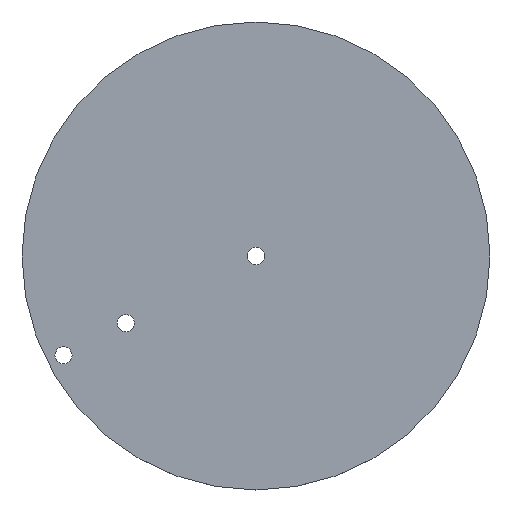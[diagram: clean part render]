
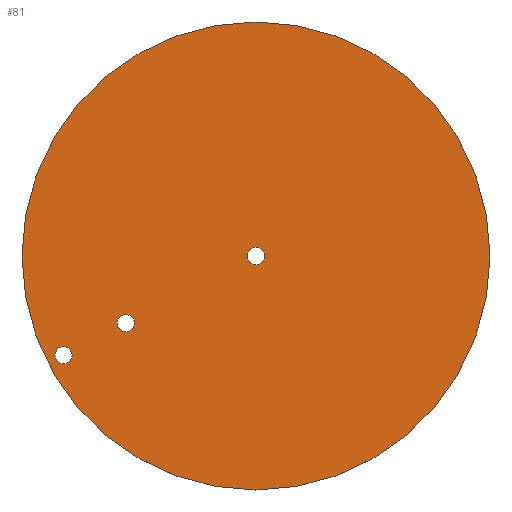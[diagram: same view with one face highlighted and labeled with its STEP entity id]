
A CAD part, top view. The second image highlights one B-rep face of the part: STEP entity #81.
In plain terms, the highlighted planar face has unit normal (0, 0, 1).
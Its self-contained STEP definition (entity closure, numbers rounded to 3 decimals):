
#3 = DIRECTION ( 'NONE',  ( 1., 0., 0. ) ) ;
#7 = CARTESIAN_POINT ( 'NONE',  ( 0., 0., 0. ) ) ;
#9 = CARTESIAN_POINT ( 'NONE',  ( -41.708, -21.54, 0. ) ) ;
#15 = VERTEX_POINT ( 'NONE', #29 ) ;
#21 = AXIS2_PLACEMENT_3D ( 'NONE', #281, #252, #3 ) ;
#29 = CARTESIAN_POINT ( 'NONE',  ( -38.958, -21.54, 0. ) ) ;
#32 = FACE_BOUND ( 'NONE', #133, .T. ) ;
#33 = AXIS2_PLACEMENT_3D ( 'NONE', #172, #312, #222 ) ;
#37 = CIRCLE ( 'NONE', #204, 2.75 ) ;
#39 = CIRCLE ( 'NONE', #76, 2.75 ) ;
#42 = CARTESIAN_POINT ( 'NONE',  ( 0., 0., 0. ) ) ;
#46 = EDGE_CURVE ( 'NONE', #82, #188, #211, .T. ) ;
#48 = ORIENTED_EDGE ( 'NONE', *, *, #290, .T. ) ;
#49 = DIRECTION ( 'NONE',  ( 1., 0., 0. ) ) ;
#52 = CARTESIAN_POINT ( 'NONE',  ( -75., 0., 0. ) ) ;
#54 = CARTESIAN_POINT ( 'NONE',  ( 2.75, 0., 0. ) ) ;
#55 = EDGE_CURVE ( 'NONE', #327, #297, #166, .T. ) ;
#58 = AXIS2_PLACEMENT_3D ( 'NONE', #42, #214, #49 ) ;
#74 = CARTESIAN_POINT ( 'NONE',  ( 75., 0., 0. ) ) ;
#75 = ORIENTED_EDGE ( 'NONE', *, *, #237, .F. ) ;
#76 = AXIS2_PLACEMENT_3D ( 'NONE', #360, #326, #106 ) ;
#77 = CARTESIAN_POINT ( 'NONE',  ( -58.949, -31.865, 0. ) ) ;
#81 = ADVANCED_FACE ( 'NONE', ( #140, #32, #141, #255 ), #165, .T. ) ;
#82 = VERTEX_POINT ( 'NONE', #54 ) ;
#92 = CARTESIAN_POINT ( 'NONE',  ( -2.75, 0., 0. ) ) ;
#93 = CIRCLE ( 'NONE', #168, 2.75 ) ;
#100 = CARTESIAN_POINT ( 'NONE',  ( -64.449, -31.865, 0. ) ) ;
#104 = DIRECTION ( 'NONE',  ( 1., 0., 0. ) ) ;
#105 = VERTEX_POINT ( 'NONE', #307 ) ;
#106 = DIRECTION ( 'NONE',  ( 1., 0., 0. ) ) ;
#119 = EDGE_LOOP ( 'NONE', ( #137, #195 ) ) ;
#130 = ORIENTED_EDGE ( 'NONE', *, *, #284, .F. ) ;
#131 = AXIS2_PLACEMENT_3D ( 'NONE', #7, #226, #305 ) ;
#133 = EDGE_LOOP ( 'NONE', ( #75, #130 ) ) ;
#137 = ORIENTED_EDGE ( 'NONE', *, *, #46, .F. ) ;
#140 = FACE_BOUND ( 'NONE', #215, .T. ) ;
#141 = FACE_BOUND ( 'NONE', #119, .T. ) ;
#149 = DIRECTION ( 'NONE',  ( 0., 0., 1. ) ) ;
#150 = CARTESIAN_POINT ( 'NONE',  ( 0., 0., 0. ) ) ;
#155 = DIRECTION ( 'NONE',  ( 1., 0., 0. ) ) ;
#159 = DIRECTION ( 'NONE',  ( 0., 0., 1. ) ) ;
#161 = DIRECTION ( 'NONE',  ( 1., 0., 0. ) ) ;
#165 = PLANE ( 'NONE',  #131 ) ;
#166 = CIRCLE ( 'NONE', #33, 75. ) ;
#168 = AXIS2_PLACEMENT_3D ( 'NONE', #150, #267, #104 ) ;
#171 = EDGE_CURVE ( 'NONE', #15, #105, #178, .T. ) ;
#172 = CARTESIAN_POINT ( 'NONE',  ( 0., 0., 0. ) ) ;
#177 = DIRECTION ( 'NONE',  ( 1., 0., 0. ) ) ;
#178 = CIRCLE ( 'NONE', #217, 2.75 ) ;
#188 = VERTEX_POINT ( 'NONE', #92 ) ;
#190 = ORIENTED_EDGE ( 'NONE', *, *, #55, .T. ) ;
#195 = ORIENTED_EDGE ( 'NONE', *, *, #301, .F. ) ;
#200 = AXIS2_PLACEMENT_3D ( 'NONE', #265, #302, #155 ) ;
#204 = AXIS2_PLACEMENT_3D ( 'NONE', #241, #159, #161 ) ;
#211 = CIRCLE ( 'NONE', #21, 2.75 ) ;
#213 = ORIENTED_EDGE ( 'NONE', *, *, #171, .F. ) ;
#214 = DIRECTION ( 'NONE',  ( 0., 0., 1. ) ) ;
#215 = EDGE_LOOP ( 'NONE', ( #213, #361 ) ) ;
#217 = AXIS2_PLACEMENT_3D ( 'NONE', #9, #149, #177 ) ;
#222 = DIRECTION ( 'NONE',  ( 1., 0., 0. ) ) ;
#226 = DIRECTION ( 'NONE',  ( 0., 0., 1. ) ) ;
#237 = EDGE_CURVE ( 'NONE', #266, #247, #37, .T. ) ;
#241 = CARTESIAN_POINT ( 'NONE',  ( -61.699, -31.865, 0. ) ) ;
#247 = VERTEX_POINT ( 'NONE', #100 ) ;
#250 = CIRCLE ( 'NONE', #58, 75. ) ;
#252 = DIRECTION ( 'NONE',  ( 0., 0., 1. ) ) ;
#255 = FACE_OUTER_BOUND ( 'NONE', #330, .T. ) ;
#265 = CARTESIAN_POINT ( 'NONE',  ( -41.708, -21.54, 0. ) ) ;
#266 = VERTEX_POINT ( 'NONE', #77 ) ;
#267 = DIRECTION ( 'NONE',  ( 0., 0., 1. ) ) ;
#280 = CIRCLE ( 'NONE', #200, 2.75 ) ;
#281 = CARTESIAN_POINT ( 'NONE',  ( 0., 0., 0. ) ) ;
#284 = EDGE_CURVE ( 'NONE', #247, #266, #39, .T. ) ;
#290 = EDGE_CURVE ( 'NONE', #297, #327, #250, .T. ) ;
#297 = VERTEX_POINT ( 'NONE', #74 ) ;
#301 = EDGE_CURVE ( 'NONE', #188, #82, #93, .T. ) ;
#302 = DIRECTION ( 'NONE',  ( 0., 0., 1. ) ) ;
#305 = DIRECTION ( 'NONE',  ( 1., 0., 0. ) ) ;
#307 = CARTESIAN_POINT ( 'NONE',  ( -44.458, -21.54, 0. ) ) ;
#312 = DIRECTION ( 'NONE',  ( 0., 0., 1. ) ) ;
#322 = EDGE_CURVE ( 'NONE', #105, #15, #280, .T. ) ;
#326 = DIRECTION ( 'NONE',  ( 0., 0., 1. ) ) ;
#327 = VERTEX_POINT ( 'NONE', #52 ) ;
#330 = EDGE_LOOP ( 'NONE', ( #48, #190 ) ) ;
#360 = CARTESIAN_POINT ( 'NONE',  ( -61.699, -31.865, 0. ) ) ;
#361 = ORIENTED_EDGE ( 'NONE', *, *, #322, .F. ) ;
